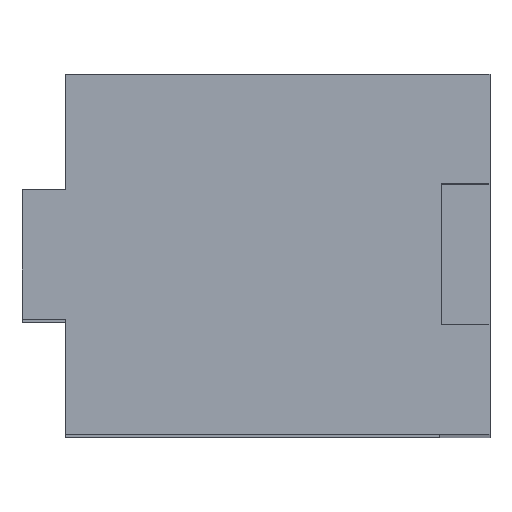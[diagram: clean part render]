
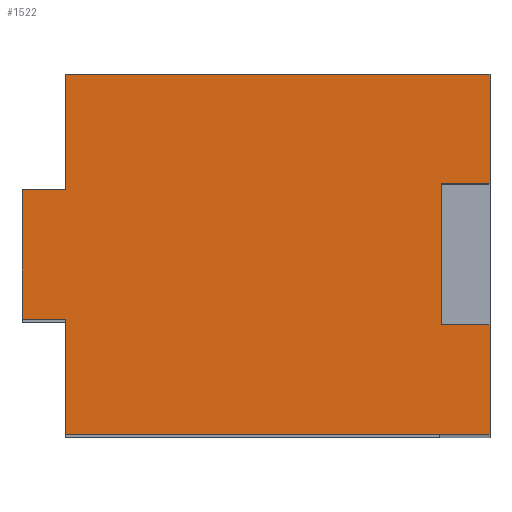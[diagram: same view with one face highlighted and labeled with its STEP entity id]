
A CAD part, top view. The second image highlights one B-rep face of the part: STEP entity #1522.
In plain terms, the highlighted planar face has unit normal (0, 0, 1).
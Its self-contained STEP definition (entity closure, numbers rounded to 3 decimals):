
#81=PLANE('',#1628);
#155=FACE_OUTER_BOUND('',#233,.T.);
#233=EDGE_LOOP('',(#1422,#1423,#1424,#1425,#1426,#1427,#1428,#1429,#1430,
#1431,#1432,#1433));
#319=LINE('',#2220,#517);
#323=LINE('',#2228,#521);
#377=LINE('',#2331,#575);
#381=LINE('',#2339,#579);
#400=LINE('',#2376,#598);
#403=LINE('',#2382,#601);
#406=LINE('',#2387,#604);
#409=LINE('',#2398,#607);
#412=LINE('',#2404,#610);
#415=LINE('',#2409,#613);
#432=LINE('',#2446,#630);
#433=LINE('',#2447,#631);
#517=VECTOR('',#1804,10.);
#521=VECTOR('',#1808,10.);
#575=VECTOR('',#1890,10.);
#579=VECTOR('',#1894,10.);
#598=VECTOR('',#1931,10.);
#601=VECTOR('',#1936,10.);
#604=VECTOR('',#1941,10.);
#607=VECTOR('',#1954,10.);
#610=VECTOR('',#1959,10.);
#613=VECTOR('',#1964,10.);
#630=VECTOR('',#2009,10.);
#631=VECTOR('',#2010,10.);
#725=VERTEX_POINT('',#2217);
#726=VERTEX_POINT('',#2219);
#729=VERTEX_POINT('',#2225);
#730=VERTEX_POINT('',#2227);
#764=VERTEX_POINT('',#2328);
#765=VERTEX_POINT('',#2330);
#768=VERTEX_POINT('',#2336);
#769=VERTEX_POINT('',#2338);
#778=VERTEX_POINT('',#2375);
#780=VERTEX_POINT('',#2381);
#784=VERTEX_POINT('',#2397);
#786=VERTEX_POINT('',#2403);
#893=EDGE_CURVE('',#726,#725,#319,.T.);
#897=EDGE_CURVE('',#730,#729,#323,.T.);
#951=EDGE_CURVE('',#764,#765,#377,.T.);
#955=EDGE_CURVE('',#768,#769,#381,.T.);
#974=EDGE_CURVE('',#778,#726,#400,.T.);
#977=EDGE_CURVE('',#780,#778,#403,.T.);
#980=EDGE_CURVE('',#729,#780,#406,.T.);
#985=EDGE_CURVE('',#765,#784,#409,.T.);
#988=EDGE_CURVE('',#784,#786,#412,.T.);
#991=EDGE_CURVE('',#786,#768,#415,.T.);
#1008=EDGE_CURVE('',#769,#725,#432,.T.);
#1009=EDGE_CURVE('',#764,#730,#433,.T.);
#1422=ORIENTED_EDGE('',*,*,#974,.T.);
#1423=ORIENTED_EDGE('',*,*,#893,.T.);
#1424=ORIENTED_EDGE('',*,*,#1008,.F.);
#1425=ORIENTED_EDGE('',*,*,#955,.F.);
#1426=ORIENTED_EDGE('',*,*,#991,.F.);
#1427=ORIENTED_EDGE('',*,*,#988,.F.);
#1428=ORIENTED_EDGE('',*,*,#985,.F.);
#1429=ORIENTED_EDGE('',*,*,#951,.F.);
#1430=ORIENTED_EDGE('',*,*,#1009,.T.);
#1431=ORIENTED_EDGE('',*,*,#897,.T.);
#1432=ORIENTED_EDGE('',*,*,#980,.T.);
#1433=ORIENTED_EDGE('',*,*,#977,.T.);
#1522=ADVANCED_FACE('',(#155),#81,.T.);
#1628=AXIS2_PLACEMENT_3D('',#2445,#2007,#2008);
#1804=DIRECTION('',(0.,1.,0.));
#1808=DIRECTION('',(0.,1.,0.));
#1890=DIRECTION('',(0.,1.,0.));
#1894=DIRECTION('',(0.,1.,0.));
#1931=DIRECTION('',(1.,0.,0.));
#1936=DIRECTION('',(0.,1.,0.));
#1941=DIRECTION('',(-1.,0.,0.));
#1954=DIRECTION('',(-1.,0.,0.));
#1959=DIRECTION('',(0.,1.,0.));
#1964=DIRECTION('',(1.,0.,0.));
#2007=DIRECTION('center_axis',(0.,0.,1.));
#2008=DIRECTION('ref_axis',(1.,0.,0.));
#2009=DIRECTION('',(1.,0.,0.));
#2010=DIRECTION('',(1.,0.,0.));
#2217=CARTESIAN_POINT('',(14.75,25.,62.5));
#2219=CARTESIAN_POINT('',(14.75,17.4,62.5));
#2220=CARTESIAN_POINT('',(14.75,0.,62.5));
#2225=CARTESIAN_POINT('',(14.75,7.6,62.5));
#2227=CARTESIAN_POINT('',(14.75,0.,62.5));
#2228=CARTESIAN_POINT('',(14.75,0.,62.5));
#2328=CARTESIAN_POINT('',(-14.75,0.,62.5));
#2330=CARTESIAN_POINT('',(-14.75,8.,62.5));
#2331=CARTESIAN_POINT('',(-14.75,0.,62.5));
#2336=CARTESIAN_POINT('',(-14.75,17.,62.5));
#2338=CARTESIAN_POINT('',(-14.75,25.,62.5));
#2339=CARTESIAN_POINT('',(-14.75,0.,62.5));
#2375=CARTESIAN_POINT('',(11.35,17.4,62.5));
#2376=CARTESIAN_POINT('',(-1.7,17.4,62.5));
#2381=CARTESIAN_POINT('',(11.35,7.6,62.5));
#2382=CARTESIAN_POINT('',(11.35,3.8,62.5));
#2387=CARTESIAN_POINT('',(0.,7.6,62.5));
#2397=CARTESIAN_POINT('',(-17.75,8.,62.5));
#2398=CARTESIAN_POINT('',(-14.75,8.,62.5));
#2403=CARTESIAN_POINT('',(-17.75,17.,62.5));
#2404=CARTESIAN_POINT('',(-17.75,8.,62.5));
#2409=CARTESIAN_POINT('',(-17.75,17.,62.5));
#2445=CARTESIAN_POINT('Origin',(-14.75,0.,62.5));
#2446=CARTESIAN_POINT('',(-14.75,25.,62.5));
#2447=CARTESIAN_POINT('',(-14.75,0.,62.5));
